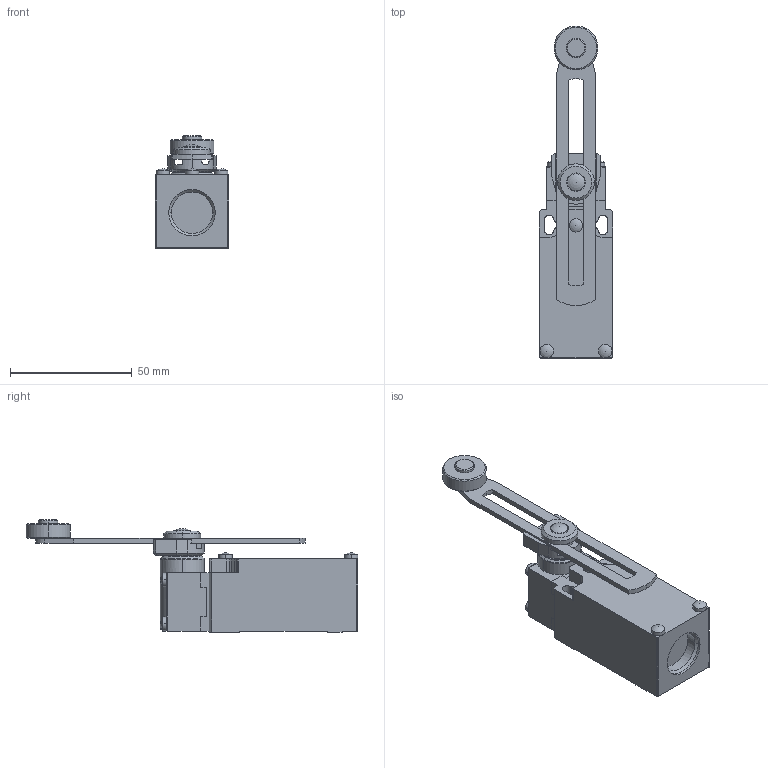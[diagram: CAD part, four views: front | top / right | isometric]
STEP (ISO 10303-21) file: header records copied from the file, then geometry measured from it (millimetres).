
FILE_DESCRIPTION (( 'STEP AP214' ), '1' );
FILE_NAME ('AAM2F53Z11.step', '2019-09-05T21:02:37', ( '' ), ( '' ), 'SwSTEP 2.0', 'SolidWorks 2018', '' );
FILE_SCHEMA (( 'AUTOMOTIVE_DESIGN' ));
Length unit declared in the file: inch
Products named in the file (1): AAM2F53Z11
Bounding box: 30.3 x 136 x 46 mm (x, y, z)
Volume: 69506.2 mm3; surface area: 19913.2 mm2
Topology: 5 solids, 5 shells, 279 faces, 723 edges, 463 vertices
Faces by surface type: plane 140, cylinder 105, cone 15, sphere 12, torus 7
Entity records: 12284 total; most frequent: CARTESIAN_POINT 1633, DIRECTION 1494, ORIENTED_EDGE 1430, EDGE_CURVE 715, AXIS2_PLACEMENT_3D 529, VERTEX_POINT 459, LINE 436, VECTOR 436
